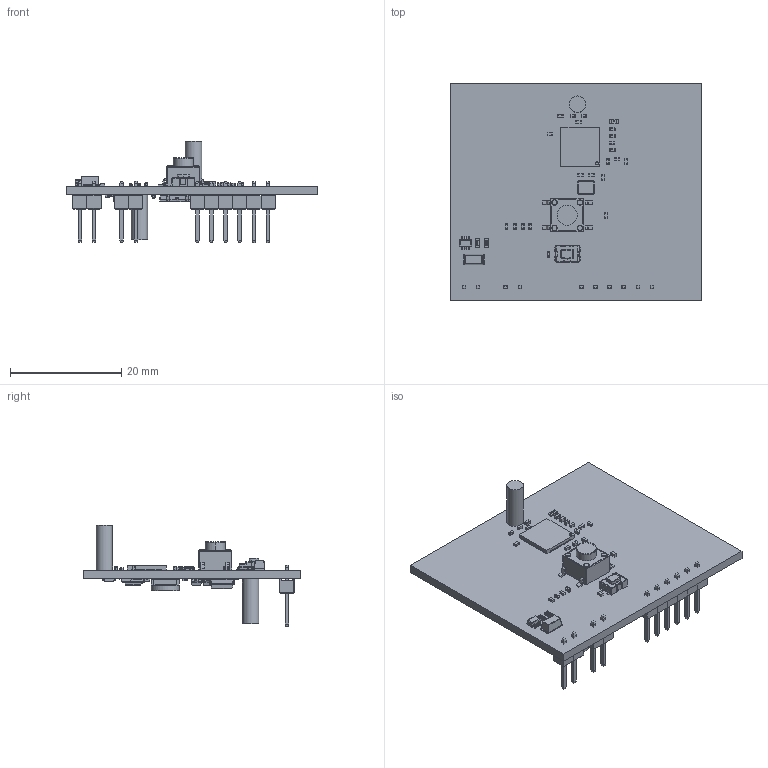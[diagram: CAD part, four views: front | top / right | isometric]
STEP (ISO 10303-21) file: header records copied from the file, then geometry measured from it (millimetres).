
FILE_DESCRIPTION(('Open CASCADE Model'),'2;1');
FILE_NAME('Open CASCADE Shape Model','2021-09-09T14:44:19',('Author'),( 'Open CASCADE'),'Open CASCADE STEP processor 6.8','Open CASCADE 6.8' ,'Unknown');
FILE_SCHEMA(('AUTOMOTIVE_DESIGN { 1 0 10303 214 1 1 1 1 }'));
Length unit declared in the file: millimetre
Products named in the file (108): PCB; Board; Open CASCADE STEP translator 6.8 1.1.1; R10; R0402; R13; C2; 0603_SMD_Capacitor; X1; User_Library-tsx-3225; R6; SMD_R-0603; Q3; SOT23-3; Q2; L3; LQG15HN2N0S02D; L2; D3; SOD-123; D2; C26; CAPC1005X56N_EIA_0402; C25; C24; C23; C22; C21; C20; C19; C18; C17; C15; C14; C13; C12; C9; C8; Y1; 6162151632 ...
Assembly tree (171 placements, depth 5):
  PCB
    Board
      Open CASCADE STEP translator 6.8 1.1.1
    R10
      R0402
    R13
      R0402
    C2
      0603_SMD_Capacitor
    X1
      User_Library-tsx-3225
    R6
      SMD_R-0603
    Q3
      SOT23-3
    Q2
      SOT23-3
    L3
      LQG15HN2N0S02D
    L2
      LQG15HN2N0S02D
    D3
      SOD-123
    D2
      SOD-123
    C26
      CAPC1005X56N_EIA_0402
    C25
      CAPC1005X56N_EIA_0402
    C24
      CAPC1005X56N_EIA_0402
    C23
      CAPC1005X56N_EIA_0402
    C22
      CAPC1005X56N_EIA_0402
    C21
      CAPC1005X56N_EIA_0402
    C20
      CAPC1005X56N_EIA_0402
    C19
      CAPC1005X56N_EIA_0402
    C18
      CAPC1005X56N_EIA_0402
    C17
      CAPC1005X56N_EIA_0402
    C15
      0603_SMD_Capacitor
    C14
      0603_SMD_Capacitor
    C13
      CAPC1005X56N_EIA_0402
    C12
      CAPC1005X56N_EIA_0402
    C9
      CAPC1005X56N_EIA_0402
    C8
      CAPC1005X56N_EIA_0402
    Y1
      6162151632
        Cylinder
Bounding box: 45.2 x 39.03 x 18.23 mm (x, y, z)
Volume: 3471.3 mm3; surface area: 5637.7 mm2
Topology: 138 solids, 140 shells, 4623 faces, 10841 edges, 6297 vertices
Faces by surface type: plane 2459, cylinder 1127, bspline 467, sphere 308, extrusion 234, torus 22, cone 6
Full cylindrical faces by diameter (mm): 0.388 x1, 0.5 x2, 2.95 x2, 3.6 x1, 5 x1
Entity records: 68495 total; most frequent: CARTESIAN_POINT 18278, ORIENTED_EDGE 8360, DIRECTION 7929, EDGE_CURVE 4181, VECTOR 2961, LINE 2922, VERTEX_POINT 2611, AXIS2_PLACEMENT_3D 2484
